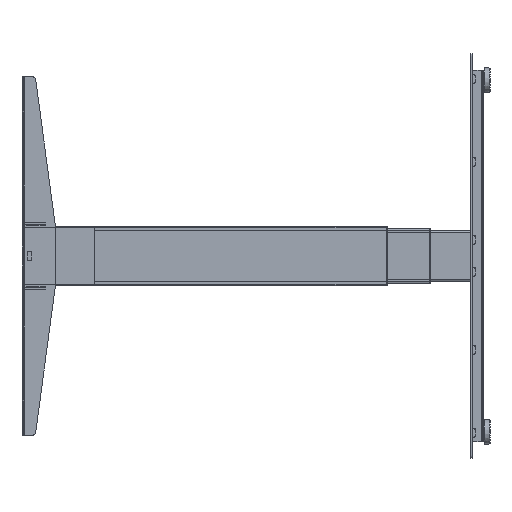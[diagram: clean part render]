
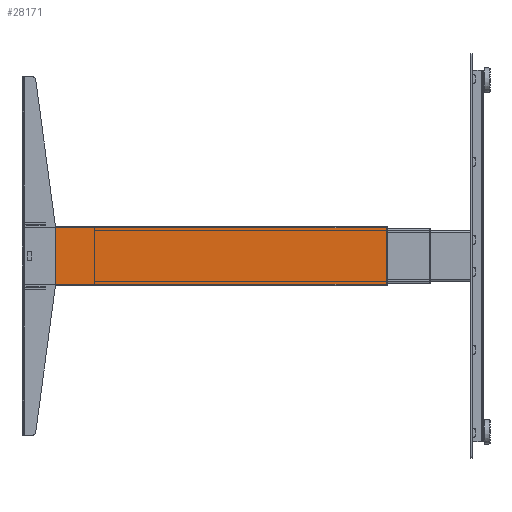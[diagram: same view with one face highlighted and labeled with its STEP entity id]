
A CAD part, left-side view. The second image highlights one B-rep face of the part: STEP entity #28171.
In plain terms, the highlighted planar face has unit normal (-1, 0, 0).
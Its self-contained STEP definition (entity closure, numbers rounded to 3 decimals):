
#196 = DIRECTION ( 'NONE',  ( -1., 0., 0. ) ) ;
#416 = AXIS2_PLACEMENT_3D ( 'NONE', #69028, #196, #56519 ) ;
#791 = VERTEX_POINT ( 'NONE', #34582 ) ;
#1458 = ORIENTED_EDGE ( 'NONE', *, *, #77964, .F. ) ;
#1712 = EDGE_CURVE ( 'NONE', #54039, #57518, #9758, .T. ) ;
#2006 = VECTOR ( 'NONE', #50407, 1000. ) ;
#2565 = CARTESIAN_POINT ( 'NONE',  ( -597., 695.5, 7. ) ) ;
#5974 = CARTESIAN_POINT ( 'NONE',  ( -597., 695.5, 6.5 ) ) ;
#6796 = VECTOR ( 'NONE', #60200, 1000. ) ;
#7844 = CIRCLE ( 'NONE', #35823, 0.5 ) ;
#9103 = FACE_BOUND ( 'NONE', #66997, .T. ) ;
#9758 = LINE ( 'NONE', #41447, #54726 ) ;
#10074 = EDGE_CURVE ( 'NONE', #27126, #60098, #63426, .T. ) ;
#14837 = DIRECTION ( 'NONE',  ( 0., 0., -1. ) ) ;
#15335 = CARTESIAN_POINT ( 'NONE',  ( -597., 156.5, -42.5 ) ) ;
#16918 = DIRECTION ( 'NONE',  ( 0., 0., -1. ) ) ;
#17222 = VERTEX_POINT ( 'NONE', #59555 ) ;
#17319 = LINE ( 'NONE', #30272, #55603 ) ;
#17908 = VECTOR ( 'NONE', #14837, 1000. ) ;
#18958 = CARTESIAN_POINT ( 'NONE',  ( -597., 691., 6.5 ) ) ;
#19219 = AXIS2_PLACEMENT_3D ( 'NONE', #22425, #49082, #23243 ) ;
#19489 = LINE ( 'NONE', #26189, #49135 ) ;
#20007 = VECTOR ( 'NONE', #49874, 1000. ) ;
#20685 = CARTESIAN_POINT ( 'NONE',  ( -597., 691., 6.5 ) ) ;
#22425 = CARTESIAN_POINT ( 'NONE',  ( -597., 695.5, -6.5 ) ) ;
#23243 = DIRECTION ( 'NONE',  ( 0., 0., 1. ) ) ;
#24974 = CARTESIAN_POINT ( 'NONE',  ( -597., 156.5, 42.5 ) ) ;
#25995 = CARTESIAN_POINT ( 'NONE',  ( -597., 696., 6.5 ) ) ;
#26107 = EDGE_CURVE ( 'NONE', #39488, #54039, #64495, .T. ) ;
#26189 = CARTESIAN_POINT ( 'NONE',  ( -597., 701.5, -42.5 ) ) ;
#26274 = ORIENTED_EDGE ( 'NONE', *, *, #65504, .F. ) ;
#26406 = EDGE_CURVE ( 'NONE', #79452, #39488, #53237, .T. ) ;
#27126 = VERTEX_POINT ( 'NONE', #33427 ) ;
#28052 = CARTESIAN_POINT ( 'NONE',  ( -597., 156.5, 42.5 ) ) ;
#28171 = ADVANCED_FACE ( 'NONE', ( #9103, #46636 ), #60807, .F. ) ;
#28984 = ORIENTED_EDGE ( 'NONE', *, *, #70742, .T. ) ;
#29436 = CARTESIAN_POINT ( 'NONE',  ( -597., 691.5, -7. ) ) ;
#29913 = VECTOR ( 'NONE', #45458, 1000. ) ;
#30272 = CARTESIAN_POINT ( 'NONE',  ( -597., 156.5, -42.5 ) ) ;
#33205 = LINE ( 'NONE', #20685, #6796 ) ;
#33427 = CARTESIAN_POINT ( 'NONE',  ( -597., 156.5, -42.5 ) ) ;
#33932 = EDGE_CURVE ( 'NONE', #64182, #27126, #17319, .T. ) ;
#34582 = CARTESIAN_POINT ( 'NONE',  ( -597., 691.5, 7. ) ) ;
#35823 = AXIS2_PLACEMENT_3D ( 'NONE', #5974, #81447, #81861 ) ;
#36521 = LINE ( 'NONE', #61996, #20007 ) ;
#39488 = VERTEX_POINT ( 'NONE', #64289 ) ;
#41447 = CARTESIAN_POINT ( 'NONE',  ( -597., 691.5, -7. ) ) ;
#41973 = AXIS2_PLACEMENT_3D ( 'NONE', #82260, #50193, #68550 ) ;
#44136 = DIRECTION ( 'NONE',  ( 0., 0., 1. ) ) ;
#45052 = CARTESIAN_POINT ( 'NONE',  ( -597., 156.5, -42.5 ) ) ;
#45458 = DIRECTION ( 'NONE',  ( 0., 1., 0. ) ) ;
#46636 = FACE_OUTER_BOUND ( 'NONE', #49246, .T. ) ;
#47446 = DIRECTION ( 'NONE',  ( 0., 0., -1. ) ) ;
#47600 = ORIENTED_EDGE ( 'NONE', *, *, #53884, .F. ) ;
#47855 = DIRECTION ( 'NONE',  ( 1., 0., 0. ) ) ;
#48482 = VERTEX_POINT ( 'NONE', #2565 ) ;
#49082 = DIRECTION ( 'NONE',  ( -1., 0., 0. ) ) ;
#49135 = VECTOR ( 'NONE', #44136, 1000. ) ;
#49246 = EDGE_LOOP ( 'NONE', ( #28984, #68945, #78232, #61706 ) ) ;
#49874 = DIRECTION ( 'NONE',  ( 0., 1., 0. ) ) ;
#50193 = DIRECTION ( 'NONE',  ( -1., 0., 0. ) ) ;
#50407 = DIRECTION ( 'NONE',  ( 0., 1., 0. ) ) ;
#51945 = ORIENTED_EDGE ( 'NONE', *, *, #59864, .F. ) ;
#52830 = ORIENTED_EDGE ( 'NONE', *, *, #1712, .F. ) ;
#53090 = CARTESIAN_POINT ( 'NONE',  ( -597., 701.5, -42.5 ) ) ;
#53237 = LINE ( 'NONE', #58656, #17908 ) ;
#53884 = EDGE_CURVE ( 'NONE', #65268, #68694, #33205, .T. ) ;
#54039 = VERTEX_POINT ( 'NONE', #63473 ) ;
#54726 = VECTOR ( 'NONE', #72342, 1000. ) ;
#55603 = VECTOR ( 'NONE', #16918, 1000. ) ;
#56519 = DIRECTION ( 'NONE',  ( 0., 0., 1. ) ) ;
#56672 = LINE ( 'NONE', #24974, #2006 ) ;
#57518 = VERTEX_POINT ( 'NONE', #29436 ) ;
#57632 = EDGE_CURVE ( 'NONE', #68694, #791, #80295, .T. ) ;
#58656 = CARTESIAN_POINT ( 'NONE',  ( -597., 696., -6.5 ) ) ;
#59555 = CARTESIAN_POINT ( 'NONE',  ( -597., 701.5, 42.5 ) ) ;
#59665 = ORIENTED_EDGE ( 'NONE', *, *, #26107, .F. ) ;
#59864 = EDGE_CURVE ( 'NONE', #57518, #65268, #76608, .T. ) ;
#60098 = VERTEX_POINT ( 'NONE', #53090 ) ;
#60200 = DIRECTION ( 'NONE',  ( 0., 0., 1. ) ) ;
#60807 = PLANE ( 'NONE',  #72780 ) ;
#61706 = ORIENTED_EDGE ( 'NONE', *, *, #33932, .F. ) ;
#61948 = ORIENTED_EDGE ( 'NONE', *, *, #57632, .F. ) ;
#61996 = CARTESIAN_POINT ( 'NONE',  ( -597., 695.5, 7. ) ) ;
#62404 = ORIENTED_EDGE ( 'NONE', *, *, #26406, .F. ) ;
#63426 = LINE ( 'NONE', #45052, #29913 ) ;
#63473 = CARTESIAN_POINT ( 'NONE',  ( -597., 695.5, -7. ) ) ;
#64182 = VERTEX_POINT ( 'NONE', #28052 ) ;
#64289 = CARTESIAN_POINT ( 'NONE',  ( -597., 696., -6.5 ) ) ;
#64495 = CIRCLE ( 'NONE', #19219, 0.5 ) ;
#65268 = VERTEX_POINT ( 'NONE', #78188 ) ;
#65504 = EDGE_CURVE ( 'NONE', #48482, #79452, #7844, .T. ) ;
#66997 = EDGE_LOOP ( 'NONE', ( #1458, #61948, #47600, #51945, #52830, #59665, #62404, #26274 ) ) ;
#68550 = DIRECTION ( 'NONE',  ( 0., 0., 1. ) ) ;
#68694 = VERTEX_POINT ( 'NONE', #18958 ) ;
#68945 = ORIENTED_EDGE ( 'NONE', *, *, #76597, .F. ) ;
#69028 = CARTESIAN_POINT ( 'NONE',  ( -597., 691.5, 6.5 ) ) ;
#70742 = EDGE_CURVE ( 'NONE', #64182, #17222, #56672, .T. ) ;
#72342 = DIRECTION ( 'NONE',  ( 0., -1., 0. ) ) ;
#72780 = AXIS2_PLACEMENT_3D ( 'NONE', #15335, #47855, #47446 ) ;
#76597 = EDGE_CURVE ( 'NONE', #60098, #17222, #19489, .T. ) ;
#76608 = CIRCLE ( 'NONE', #41973, 0.5 ) ;
#77964 = EDGE_CURVE ( 'NONE', #791, #48482, #36521, .T. ) ;
#78188 = CARTESIAN_POINT ( 'NONE',  ( -597., 691., -6.5 ) ) ;
#78232 = ORIENTED_EDGE ( 'NONE', *, *, #10074, .F. ) ;
#79452 = VERTEX_POINT ( 'NONE', #25995 ) ;
#80295 = CIRCLE ( 'NONE', #416, 0.5 ) ;
#81447 = DIRECTION ( 'NONE',  ( -1., 0., 0. ) ) ;
#81861 = DIRECTION ( 'NONE',  ( 0., 0., 1. ) ) ;
#82260 = CARTESIAN_POINT ( 'NONE',  ( -597., 691.5, -6.5 ) ) ;
